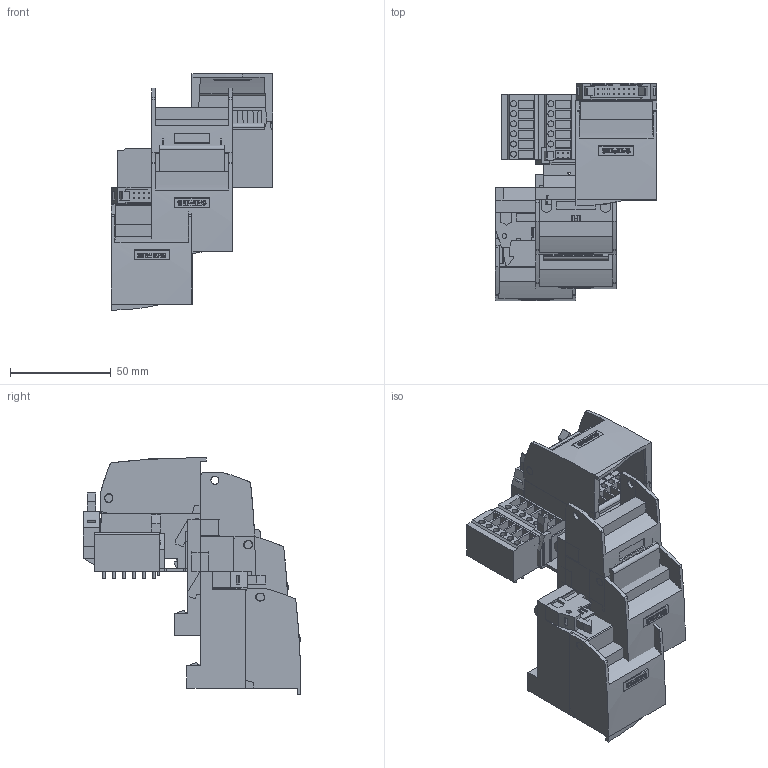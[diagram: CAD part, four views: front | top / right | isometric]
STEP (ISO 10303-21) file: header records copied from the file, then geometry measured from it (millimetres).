
FILE_DESCRIPTION( ( 'Unknown' ), '1' );
FILE_NAME( '6es79240aa200aa0_001_stp.stp', 'Unknown', ( 'Unknown' ), ( 'Unknown' ), 'PSStep 13.0', 'Unknown', ' ' );
FILE_SCHEMA( ( 'AUTOMOTIVE_DESIGN { 1 0 10303 214 1 1 1 1 }' ) );
Length unit declared in the file: millimetre
Products named in the file (26): C98130-A7800-X151_modificat; Motherboard-40mm CR-oa0; Device_G1CR-oa1_0; Assem1; PCB-40mm CR_0; FCI-71918-116BLF_0; PHX FRONT 2,5-V Block 6+6_0; C98130-A7800-C001CR_0; C98130-A7800-C002CR_0; C98130-A7800-C003CR_0; SIEMENS-Kleber-17x4,5_1; C98130-A7800-X151_0
Bounding box: 80 x 108 x 117.5 mm (x, y, z)
Volume: 241815.3 mm3; surface area: 191898.6 mm2
Topology: 78 solids, 78 shells, 4118 faces, 10727 edges, 7273 vertices
Faces by surface type: plane 3353, cylinder 668, extrusion 97
Full cylindrical faces by diameter (mm): 0.5 x10, 1.02 x80, 1.2 x45, 1.3 x120, 1.4 x180, 3 x60, 4 x8
Entity records: 37610 total; most frequent: CARTESIAN_POINT 7033, ORIENTED_EDGE 4534, DIRECTION 4405, EDGE_CURVE 2267, VECTOR 1943, LINE 1912, VERTEX_POINT 1575, EDGE_LOOP 1286
